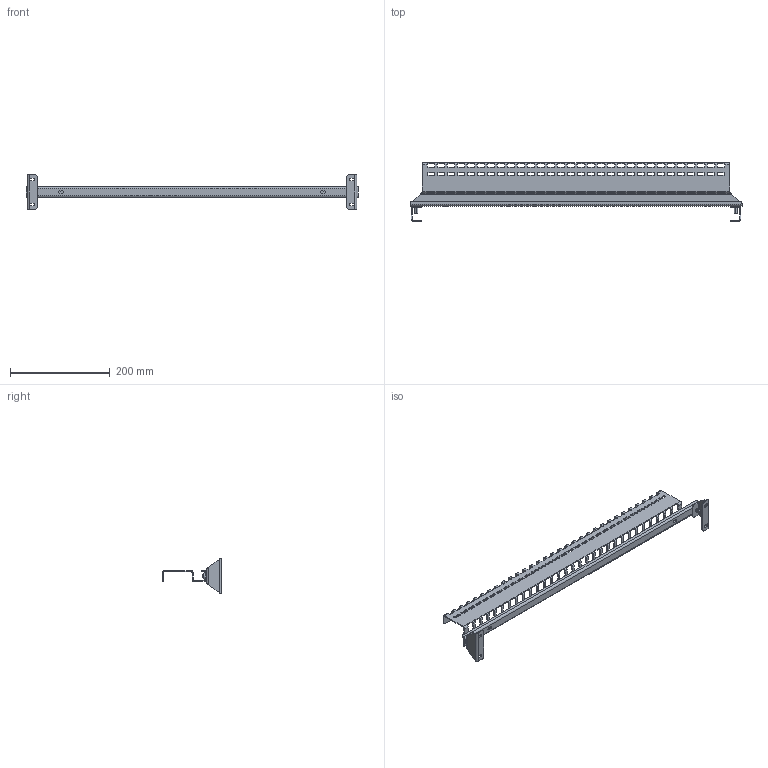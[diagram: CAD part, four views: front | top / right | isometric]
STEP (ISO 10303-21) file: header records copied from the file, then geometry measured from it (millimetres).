
FILE_DESCRIPTION (( 'STEP AP214' ), '1' );
FILE_NAME ('998.701 Ñáîðêà.STEP', '2025-02-24T04:50:30', ( '' ), ( '' ), 'SwSTEP 2.0', 'SolidWorks 2021', '' );
FILE_SCHEMA (( 'AUTOMOTIVE_DESIGN' ));
Length unit declared in the file: millimetre
Products named in the file (6): 998.000; 扰樖樉; Çàêëåïêà ðåçüáîâàÿ Ì5 øåñòèãðàííàÿ ñ óìåíüøåííûì áîðòîì; 998.701; Âèíò ñàìîíàðåçíîé Ò25-5,5õ13 TORX.step; 998.701 栖闉罻
Assembly tree (7 placements, depth 3):
  998.701 栖闉罻
    998.701
    998.000  x2
      扰樖樉
      Çàêëåïêà ðåçüáîâàÿ Ì5 øåñòèãðàííàÿ ñ óìåíüøåííûì áîðòîì
    Âèíò ñàìîíàðåçíîé Ò25-5,5õ13 TORX.step  x2
Bounding box: 665 x 117.6 x 70 mm (x, y, z)
Volume: 164489.3 mm3; surface area: 179892.9 mm2
Topology: 7 solids, 7 shells, 1368 faces, 3698 edges, 2230 vertices
Faces by surface type: plane 798, cylinder 506, bspline 28, cone 28, sphere 4, torus 4
Entity records: 40589 total; most frequent: CARTESIAN_POINT 8808, ORIENTED_EDGE 6700, DIRECTION 6647, EDGE_CURVE 3350, LINE 2249, VECTOR 2249, AXIS2_PLACEMENT_3D 2199, VERTEX_POINT 2009
